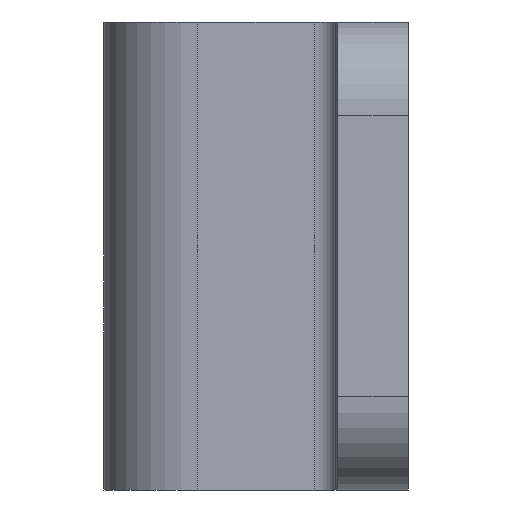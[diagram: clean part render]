
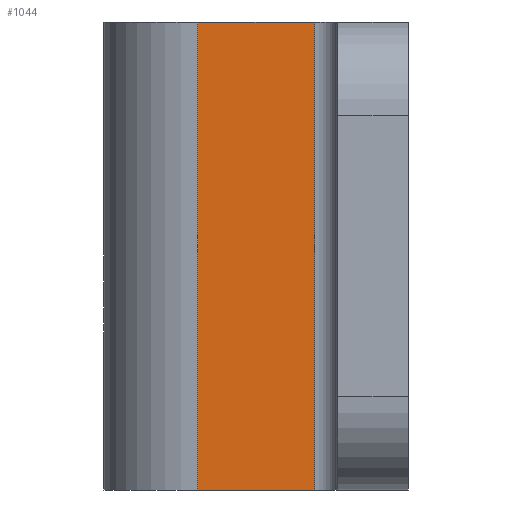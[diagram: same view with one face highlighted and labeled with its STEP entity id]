
A CAD part, left-side view. The second image highlights one B-rep face of the part: STEP entity #1044.
In plain terms, the highlighted planar face has unit normal (-1, 0, 0).
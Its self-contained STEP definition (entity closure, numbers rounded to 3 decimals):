
#27 = DIRECTION ( 'NONE',  ( 0., 0., -1. ) ) ;
#93 = DIRECTION ( 'NONE',  ( 0., -1., 0. ) ) ;
#158 = VERTEX_POINT ( 'NONE', #457 ) ;
#170 = EDGE_LOOP ( 'NONE', ( #944, #664, #698, #467 ) ) ;
#179 = VECTOR ( 'NONE', #990, 1000. ) ;
#187 = CARTESIAN_POINT ( 'NONE',  ( -27., 8., -20. ) ) ;
#194 = PLANE ( 'NONE',  #826 ) ;
#201 = FACE_OUTER_BOUND ( 'NONE', #170, .T. ) ;
#216 = VECTOR ( 'NONE', #93, 1000. ) ;
#267 = LINE ( 'NONE', #358, #216 ) ;
#305 = EDGE_CURVE ( 'NONE', #490, #712, #744, .T. ) ;
#344 = VECTOR ( 'NONE', #27, 1000. ) ;
#358 = CARTESIAN_POINT ( 'NONE',  ( -27., 8., 20. ) ) ;
#379 = LINE ( 'NONE', #384, #344 ) ;
#384 = CARTESIAN_POINT ( 'NONE',  ( -27., 18., 20. ) ) ;
#410 = VECTOR ( 'NONE', #828, 1000. ) ;
#457 = CARTESIAN_POINT ( 'NONE',  ( -27., 18., -20. ) ) ;
#467 = ORIENTED_EDGE ( 'NONE', *, *, #928, .T. ) ;
#490 = VERTEX_POINT ( 'NONE', #911 ) ;
#542 = DIRECTION ( 'NONE',  ( 0., 0., -1. ) ) ;
#568 = EDGE_CURVE ( 'NONE', #158, #712, #618, .T. ) ;
#593 = CARTESIAN_POINT ( 'NONE',  ( -27., 8., -20. ) ) ;
#618 = LINE ( 'NONE', #187, #179 ) ;
#664 = ORIENTED_EDGE ( 'NONE', *, *, #305, .F. ) ;
#698 = ORIENTED_EDGE ( 'NONE', *, *, #778, .F. ) ;
#712 = VERTEX_POINT ( 'NONE', #593 ) ;
#744 = LINE ( 'NONE', #832, #410 ) ;
#778 = EDGE_CURVE ( 'NONE', #1120, #490, #267, .T. ) ;
#810 = DIRECTION ( 'NONE',  ( 1., 0., 0. ) ) ;
#826 = AXIS2_PLACEMENT_3D ( 'NONE', #896, #810, #542 ) ;
#828 = DIRECTION ( 'NONE',  ( 0., 0., -1. ) ) ;
#832 = CARTESIAN_POINT ( 'NONE',  ( -27., 8., 20. ) ) ;
#896 = CARTESIAN_POINT ( 'NONE',  ( -27., 8., 20. ) ) ;
#911 = CARTESIAN_POINT ( 'NONE',  ( -27., 8., 20. ) ) ;
#928 = EDGE_CURVE ( 'NONE', #1120, #158, #379, .T. ) ;
#939 = CARTESIAN_POINT ( 'NONE',  ( -27., 18., 20. ) ) ;
#944 = ORIENTED_EDGE ( 'NONE', *, *, #568, .T. ) ;
#990 = DIRECTION ( 'NONE',  ( 0., -1., 0. ) ) ;
#1044 = ADVANCED_FACE ( 'NONE', ( #201 ), #194, .F. ) ;
#1120 = VERTEX_POINT ( 'NONE', #939 ) ;
